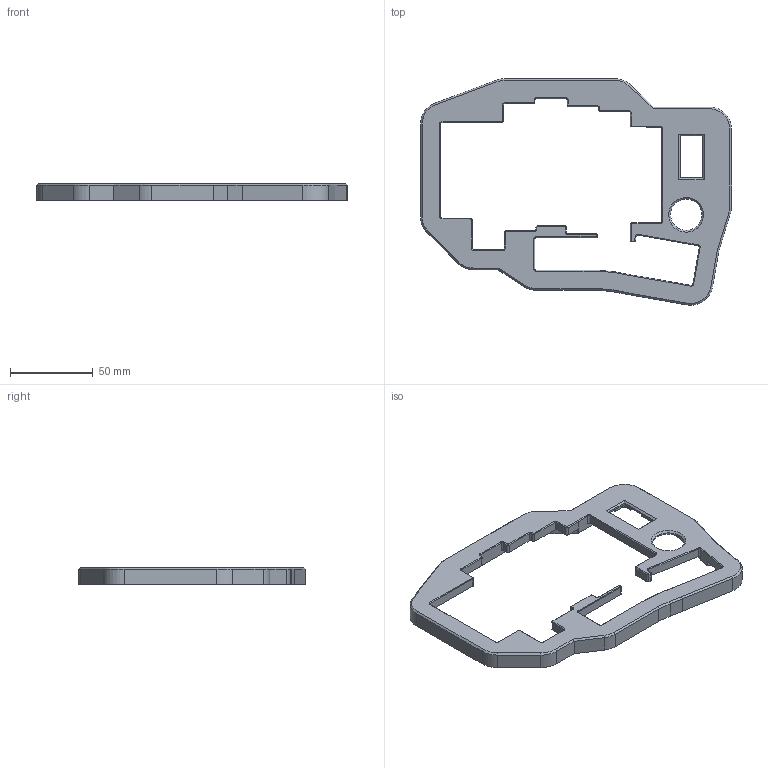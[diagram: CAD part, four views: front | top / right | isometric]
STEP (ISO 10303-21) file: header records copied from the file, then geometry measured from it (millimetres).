
FILE_DESCRIPTION(/* description */ (''),/* implementation_level */ '2;1');
FILE_NAME(/* name */ 'Left Top.step',/* time_stamp */ '2024-08-24T13:16:56-07:00',/* author */ (''),/* organization */ (''),/* preprocessor_version */ 'ST-DEVELOPER v20',/* originating_system */ 'Autodesk Translation Framework v13.14.0.145',/* authorisation */ '');
FILE_SCHEMA (('AUTOMOTIVE_DESIGN { 1 0 10303 214 3 1 1 }'));
Length unit declared in the file: millimetre
Products named in the file (1): Left Top
Bounding box: 187.85 x 136.75 x 10.2 mm (x, y, z)
Volume: 67470.9 mm3; surface area: 31539.3 mm2
Topology: 1 solids, 1 shells, 401 faces, 996 edges, 616 vertices
Faces by surface type: plane 225, cylinder 103, cone 73
Full cylindrical faces by diameter (mm): 1.9 x4, 3.3 x10, 4.4 x4, 19 x1
Entity records: 11783 total; most frequent: DIRECTION 2080, CARTESIAN_POINT 2014, ORIENTED_EDGE 1992, EDGE_CURVE 996, LINE 716, VECTOR 716, AXIS2_PLACEMENT_3D 682, VERTEX_POINT 616
